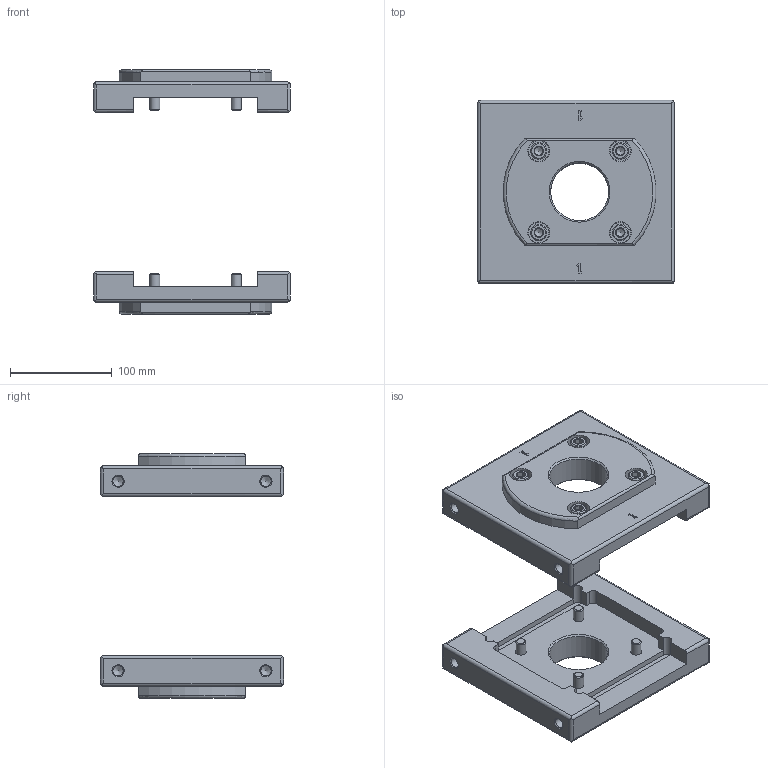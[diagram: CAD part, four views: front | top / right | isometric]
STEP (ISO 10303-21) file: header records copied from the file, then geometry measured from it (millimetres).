
FILE_DESCRIPTION(/* description */ ('STEP AP214'),/* implementation_level */ '2;1');
FILE_NAME(/* name */ '1629298_PAML-CP-186-HP3-G2',/* time_stamp */ '2024-09-13T14:36:12+02:00',/* author */ ('License CC BY-ND 4.0'),/* organization */ ('CADENAS'),/* preprocessor_version */ 'ST-DEVELOPER v19.3',/* originating_system */ 'PARTsolutions',/* authorisation */ ' ');
FILE_SCHEMA (('AUTOMOTIVE_DESIGN {1 0 10303 214 3 1 1}'));
Length unit declared in the file: millimetre
Products named in the file (5): 1629298 PAML-CP-186-HP3-G2; 1629298 PAML-CP-186-HP3-G2-P1; DIN-125A-2 -10.5(F); DIN-912 - M10x30(F); 1629298 PAML-CP-186-HP3-G2-P2
Assembly tree (18 placements, depth 2):
  1629298 PAML-CP-186-HP3-G2
    1629298 PAML-CP-186-HP3-G2-P1
    DIN-125A-2 -10.5(F)  x8
    DIN-912 - M10x30(F)  x8
    1629298 PAML-CP-186-HP3-G2-P2
Bounding box: 193 x 179.5 x 240 mm (x, y, z)
Volume: 1514200.8 mm3; surface area: 233943.4 mm2
Topology: 18 solids, 18 shells, 502 faces, 1124 edges, 674 vertices
Faces by surface type: plane 256, cylinder 118, cone 116, torus 12
Full cylindrical faces by diameter (mm): 10 x8, 10.106 x4, 10.5 x16, 16 x8, 20 x8, 21.5 x8, 56.656 x2, 63 x1, 70 x1
Entity records: 7954 total; most frequent: CARTESIAN_POINT 1436, DIRECTION 1358, ORIENTED_EDGE 1224, EDGE_CURVE 612, AXIS2_PLACEMENT_3D 493, VERTEX_POINT 425, LINE 372, VECTOR 372
